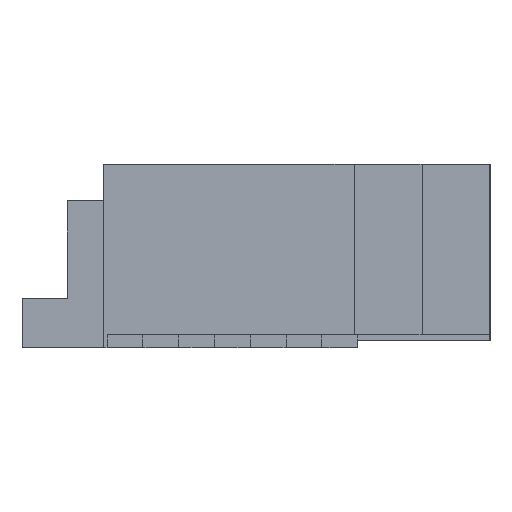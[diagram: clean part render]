
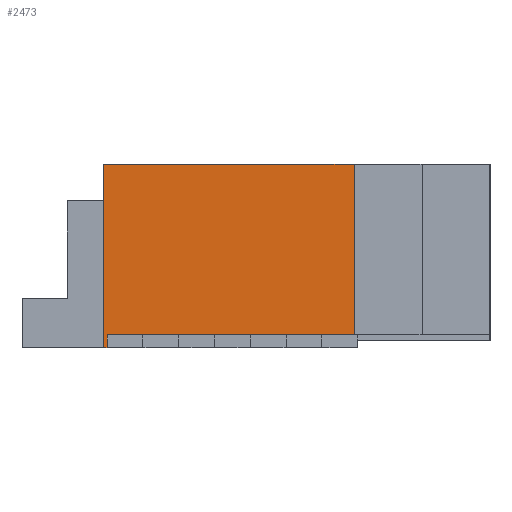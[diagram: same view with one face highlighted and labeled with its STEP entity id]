
A CAD part, left-side view. The second image highlights one B-rep face of the part: STEP entity #2473.
In plain terms, the highlighted planar face has unit normal (-1, 0, 0).
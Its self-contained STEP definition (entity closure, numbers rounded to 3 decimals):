
#40 = VERTEX_POINT('',#41);
#41 = CARTESIAN_POINT('',(-15.935,0.8,2.56));
#47 = EDGE_CURVE('',#48,#40,#50,.T.);
#48 = VERTEX_POINT('',#49);
#49 = CARTESIAN_POINT('',(-15.935,0.8,0.));
#50 = LINE('',#51,#52);
#51 = CARTESIAN_POINT('',(-15.935,0.8,0.));
#52 = VECTOR('',#53,1.);
#53 = DIRECTION('',(0.,0.,1.));
#922 = VERTEX_POINT('',#923);
#923 = CARTESIAN_POINT('',(-15.935,0.75,0.));
#929 = EDGE_CURVE('',#48,#922,#930,.T.);
#930 = LINE('',#931,#932);
#931 = CARTESIAN_POINT('',(-15.935,0.8,0.));
#932 = VECTOR('',#933,1.);
#933 = DIRECTION('',(0.,-1.,0.));
#2473 = ADVANCED_FACE('',(#2474),#2508,.F.);
#2474 = FACE_BOUND('',#2475,.F.);
#2475 = EDGE_LOOP('',(#2476,#2477,#2478,#2486,#2494,#2502));
#2476 = ORIENTED_EDGE('',*,*,#929,.F.);
#2477 = ORIENTED_EDGE('',*,*,#47,.T.);
#2478 = ORIENTED_EDGE('',*,*,#2479,.T.);
#2479 = EDGE_CURVE('',#40,#2480,#2482,.T.);
#2480 = VERTEX_POINT('',#2481);
#2481 = CARTESIAN_POINT('',(-15.935,-2.7,2.56));
#2482 = LINE('',#2483,#2484);
#2483 = CARTESIAN_POINT('',(-15.935,0.8,2.56));
#2484 = VECTOR('',#2485,1.);
#2485 = DIRECTION('',(0.,-1.,0.));
#2486 = ORIENTED_EDGE('',*,*,#2487,.F.);
#2487 = EDGE_CURVE('',#2488,#2480,#2490,.T.);
#2488 = VERTEX_POINT('',#2489);
#2489 = CARTESIAN_POINT('',(-15.935,-2.7,0.18));
#2490 = LINE('',#2491,#2492);
#2491 = CARTESIAN_POINT('',(-15.935,-2.7,0.));
#2492 = VECTOR('',#2493,1.);
#2493 = DIRECTION('',(0.,0.,1.));
#2494 = ORIENTED_EDGE('',*,*,#2495,.F.);
#2495 = EDGE_CURVE('',#2496,#2488,#2498,.T.);
#2496 = VERTEX_POINT('',#2497);
#2497 = CARTESIAN_POINT('',(-15.935,0.75,0.18));
#2498 = LINE('',#2499,#2500);
#2499 = CARTESIAN_POINT('',(-15.935,-0.1,0.18));
#2500 = VECTOR('',#2501,1.);
#2501 = DIRECTION('',(0.,-1.,0.));
#2502 = ORIENTED_EDGE('',*,*,#2503,.T.);
#2503 = EDGE_CURVE('',#2496,#922,#2504,.T.);
#2504 = LINE('',#2505,#2506);
#2505 = CARTESIAN_POINT('',(-15.935,0.75,0.));
#2506 = VECTOR('',#2507,1.);
#2507 = DIRECTION('',(-0.,0.,-1.));
#2508 = PLANE('',#2509);
#2509 = AXIS2_PLACEMENT_3D('',#2510,#2511,#2512);
#2510 = CARTESIAN_POINT('',(-15.935,0.8,0.));
#2511 = DIRECTION('',(1.,0.,0.));
#2512 = DIRECTION('',(0.,-1.,0.));
